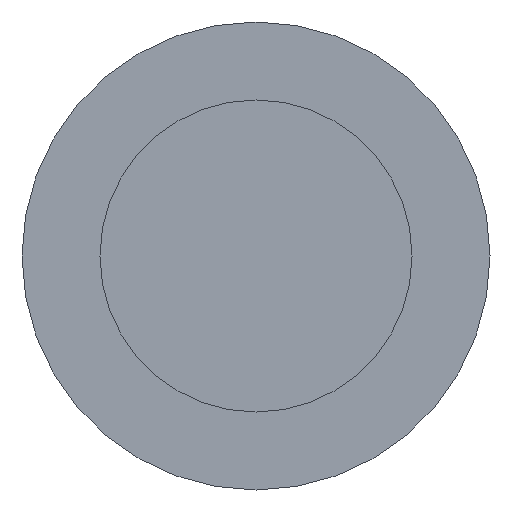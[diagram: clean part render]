
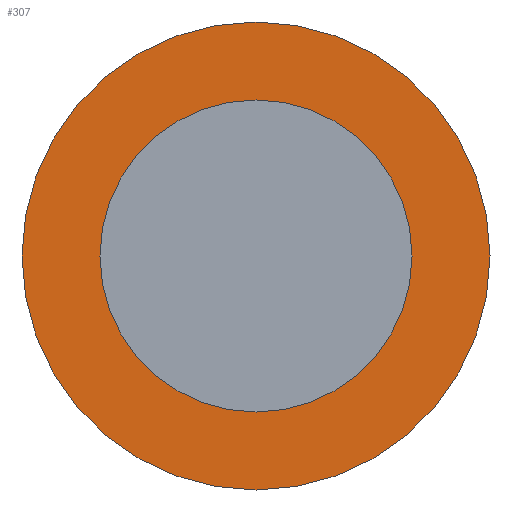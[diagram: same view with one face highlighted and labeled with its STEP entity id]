
A CAD part, front view. The second image highlights one B-rep face of the part: STEP entity #307.
In plain terms, the highlighted planar face has unit normal (0, -1, 0).
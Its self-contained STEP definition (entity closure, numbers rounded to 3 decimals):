
#13 = CARTESIAN_POINT ( 'NONE',  ( 0., 27., -4.5 ) ) ;
#15 = CARTESIAN_POINT ( 'NONE',  ( 0., 27., 4.5 ) ) ;
#19 = CIRCLE ( 'NONE', #305, 3. ) ;
#31 = ORIENTED_EDGE ( 'NONE', *, *, #288, .F. ) ;
#33 = EDGE_LOOP ( 'NONE', ( #31, #117 ) ) ;
#56 = EDGE_CURVE ( 'NONE', #272, #105, #126, .T. ) ;
#69 = AXIS2_PLACEMENT_3D ( 'NONE', #265, #328, #461 ) ;
#77 = FACE_OUTER_BOUND ( 'NONE', #33, .T. ) ;
#80 = ORIENTED_EDGE ( 'NONE', *, *, #214, .T. ) ;
#90 = DIRECTION ( 'NONE',  ( 0., 0., 1. ) ) ;
#105 = VERTEX_POINT ( 'NONE', #249 ) ;
#110 = CARTESIAN_POINT ( 'NONE',  ( 0., 27., -3. ) ) ;
#117 = ORIENTED_EDGE ( 'NONE', *, *, #388, .F. ) ;
#126 = CIRCLE ( 'NONE', #218, 3. ) ;
#128 = CARTESIAN_POINT ( 'NONE',  ( 0., 27., 0. ) ) ;
#169 = DIRECTION ( 'NONE',  ( 0., 0., 1. ) ) ;
#172 = AXIS2_PLACEMENT_3D ( 'NONE', #293, #425, #230 ) ;
#173 = DIRECTION ( 'NONE',  ( 0., 1., 0. ) ) ;
#194 = DIRECTION ( 'NONE',  ( 0., 0., 1. ) ) ;
#209 = CIRCLE ( 'NONE', #69, 4.5 ) ;
#214 = EDGE_CURVE ( 'NONE', #105, #272, #19, .T. ) ;
#218 = AXIS2_PLACEMENT_3D ( 'NONE', #128, #173, #90 ) ;
#230 = DIRECTION ( 'NONE',  ( 0., 0., 1. ) ) ;
#244 = CARTESIAN_POINT ( 'NONE',  ( 0., 27., 0. ) ) ;
#249 = CARTESIAN_POINT ( 'NONE',  ( 0., 27., 3. ) ) ;
#254 = ORIENTED_EDGE ( 'NONE', *, *, #56, .T. ) ;
#262 = FACE_BOUND ( 'NONE', #364, .T. ) ;
#265 = CARTESIAN_POINT ( 'NONE',  ( 0., 27., 0. ) ) ;
#270 = CIRCLE ( 'NONE', #355, 4.5 ) ;
#272 = VERTEX_POINT ( 'NONE', #110 ) ;
#288 = EDGE_CURVE ( 'NONE', #352, #442, #209, .T. ) ;
#293 = CARTESIAN_POINT ( 'NONE',  ( 0., 27., 0. ) ) ;
#305 = AXIS2_PLACEMENT_3D ( 'NONE', #394, #458, #194 ) ;
#307 = ADVANCED_FACE ( 'NONE', ( #262, #77 ), #330, .F. ) ;
#328 = DIRECTION ( 'NONE',  ( 0., 1., 0. ) ) ;
#330 = PLANE ( 'NONE',  #172 ) ;
#352 = VERTEX_POINT ( 'NONE', #13 ) ;
#355 = AXIS2_PLACEMENT_3D ( 'NONE', #244, #443, #169 ) ;
#364 = EDGE_LOOP ( 'NONE', ( #254, #80 ) ) ;
#388 = EDGE_CURVE ( 'NONE', #442, #352, #270, .T. ) ;
#394 = CARTESIAN_POINT ( 'NONE',  ( 0., 27., 0. ) ) ;
#425 = DIRECTION ( 'NONE',  ( 0., 1., 0. ) ) ;
#442 = VERTEX_POINT ( 'NONE', #15 ) ;
#443 = DIRECTION ( 'NONE',  ( 0., 1., 0. ) ) ;
#458 = DIRECTION ( 'NONE',  ( 0., 1., 0. ) ) ;
#461 = DIRECTION ( 'NONE',  ( 0., 0., 1. ) ) ;
